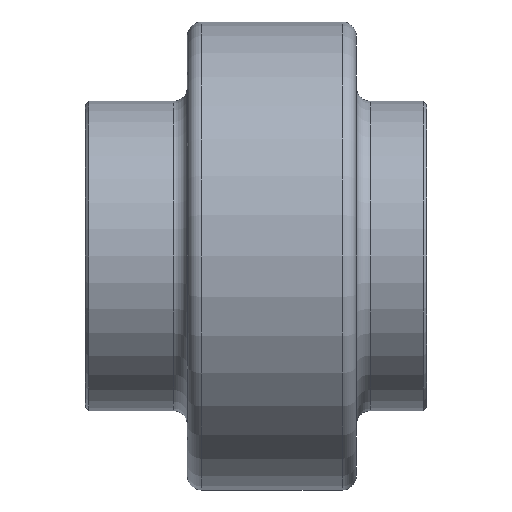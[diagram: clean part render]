
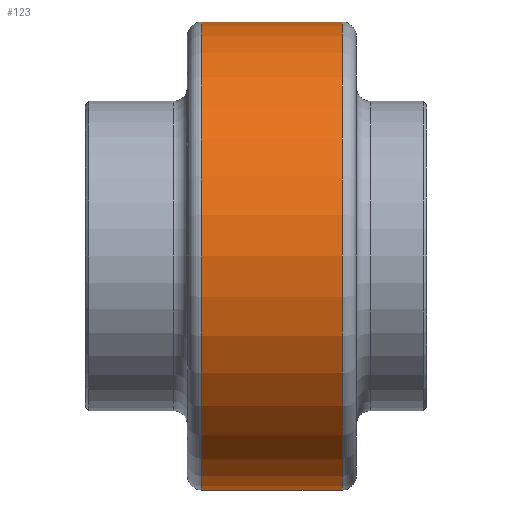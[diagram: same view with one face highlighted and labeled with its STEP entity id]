
A CAD part, front view. The second image highlights one B-rep face of the part: STEP entity #123.
In plain terms, the highlighted cylindrical face has radius 66.5 mm (diameter 133 mm), a full revolution.
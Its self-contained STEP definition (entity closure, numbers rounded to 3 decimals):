
#115=CYLINDRICAL_SURFACE('',#358,66.5);
#123=ADVANCED_FACE('',(#154,#155),#115,.T.);
#154=FACE_BOUND('',#198,.T.);
#155=FACE_BOUND('',#199,.T.);
#198=EDGE_LOOP('',(#242));
#199=EDGE_LOOP('',(#243));
#242=ORIENTED_EDGE('',*,*,#308,.T.);
#243=ORIENTED_EDGE('',*,*,#309,.T.);
#286=VERTEX_POINT('',#498);
#287=VERTEX_POINT('',#500);
#308=EDGE_CURVE('',#286,#286,#330,.T.);
#309=EDGE_CURVE('',#287,#287,#331,.T.);
#330=CIRCLE('',#356,66.5);
#331=CIRCLE('',#357,66.5);
#356=AXIS2_PLACEMENT_3D('',#497,#411,#412);
#357=AXIS2_PLACEMENT_3D('',#499,#413,#414);
#358=AXIS2_PLACEMENT_3D('',#501,#415,#416);
#411=DIRECTION('',(-1.,0.,0.));
#412=DIRECTION('',(0.,0.,1.));
#413=DIRECTION('',(1.,0.,0.));
#414=DIRECTION('',(0.,0.,-1.));
#415=DIRECTION('',(1.,0.,0.));
#416=DIRECTION('',(0.,0.,-1.));
#497=CARTESIAN_POINT('',(73.,0.,0.));
#498=CARTESIAN_POINT('',(73.,0.,66.5));
#499=CARTESIAN_POINT('',(33.,0.,0.));
#500=CARTESIAN_POINT('',(33.,0.,-66.5));
#501=CARTESIAN_POINT('',(0.,0.,0.));
